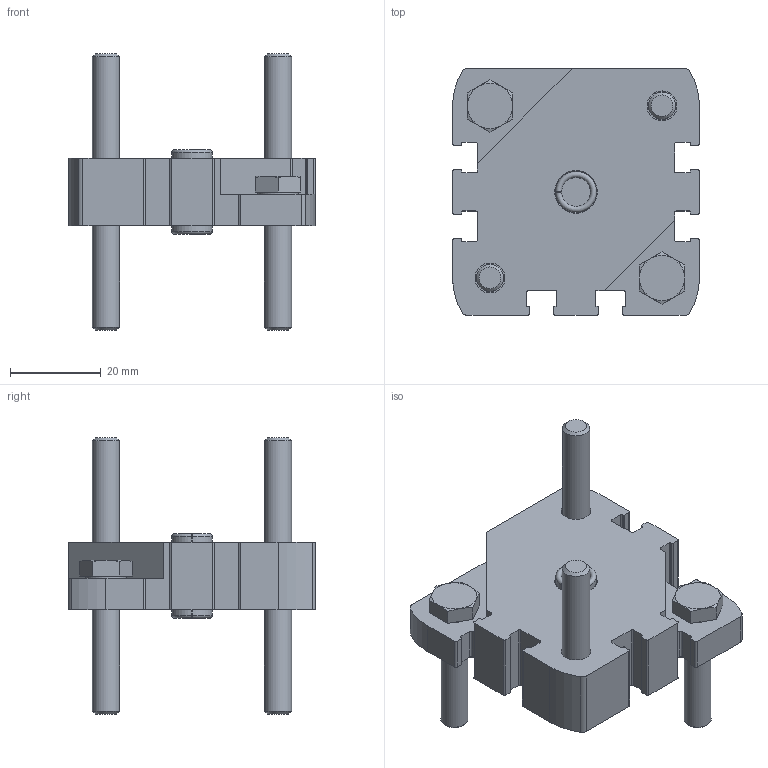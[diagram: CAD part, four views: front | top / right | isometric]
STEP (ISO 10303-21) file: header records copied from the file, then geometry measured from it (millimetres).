
FILE_DESCRIPTION(/* description */ ('STEP AP214'),/* implementation_level */ '2;1');
FILE_NAME(/* name */ '537268_DPNA-40',/* time_stamp */ '2024-08-20T22:24:04+02:00',/* author */ ('License CC BY-ND 4.0'),/* organization */ ('CADENAS'),/* preprocessor_version */ 'ST-DEVELOPER v19.3',/* originating_system */ 'PARTsolutions',/* authorisation */ ' ');
FILE_SCHEMA (('AUTOMOTIVE_DESIGN {1 0 10303 214 3 1 1}'));
Length unit declared in the file: millimetre
Products named in the file (5): 537268 DPNA-40; 537268 DPNA-40---(P); DIN-7984 - M6x30(F); Hexagon bolt DIN 933 - M6x30; 8137184 ZBH-9-B
Assembly tree (7 placements, depth 2):
  537268 DPNA-40
    537268 DPNA-40---(P)
    DIN-7984 - M6x30(F)  x2
    Hexagon bolt DIN 933 - M6x30  x2
    8137184 ZBH-9-B  x2
Bounding box: 54.5 x 54.5 x 61 mm (x, y, z)
Volume: 38613.3 mm3; surface area: 14251.3 mm2
Topology: 7 solids, 7 shells, 208 faces, 524 edges, 342 vertices
Faces by surface type: plane 106, cylinder 76, cone 18, torus 8
Full cylindrical faces by diameter (mm): 6 x4, 6.6 x4, 8.88 x2, 9 x2, 10 x2, 11 x2
Entity records: 5330 total; most frequent: CARTESIAN_POINT 954, DIRECTION 914, ORIENTED_EDGE 852, EDGE_CURVE 426, AXIS2_PLACEMENT_3D 328, VERTEX_POINT 292, LINE 258, VECTOR 258
